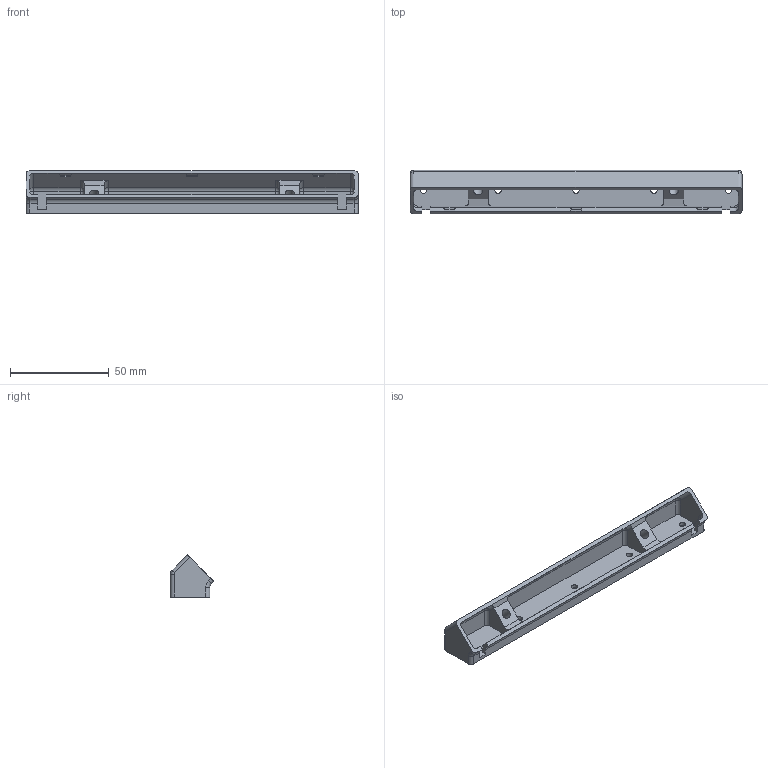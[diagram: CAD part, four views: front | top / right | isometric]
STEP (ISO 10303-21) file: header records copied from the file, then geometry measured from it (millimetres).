
FILE_DESCRIPTION(/* description */ (''),/* implementation_level */ '2;1');
FILE_NAME(/* name */ 'Daylight On A Stick S.step',/* time_stamp */ '2024-03-24T23:05:51+01:00',/* author */ (''),/* organization */ (''),/* preprocessor_version */ 'ST-DEVELOPER v20',/* originating_system */ 'Autodesk Translation Framework v12.20.1.177',/* authorisation */ '');
FILE_SCHEMA (('AUTOMOTIVE_DESIGN { 1 0 10303 214 3 1 1 }'));
Length unit declared in the file: millimetre
Products named in the file (1): LED Tray
Bounding box: 168 x 22.01 x 21.41 mm (x, y, z)
Volume: 18423.1 mm3; surface area: 18588.5 mm2
Topology: 1 solids, 1 shells, 180 faces, 460 edges, 284 vertices
Faces by surface type: plane 89, cylinder 63, bspline 14, torus 8, cone 6
Full cylindrical faces by diameter (mm): 3.2 x5, 4.7 x2
Entity records: 5628 total; most frequent: CARTESIAN_POINT 1199, DIRECTION 938, ORIENTED_EDGE 920, EDGE_CURVE 460, AXIS2_PLACEMENT_3D 333, VERTEX_POINT 284, LINE 272, VECTOR 272
